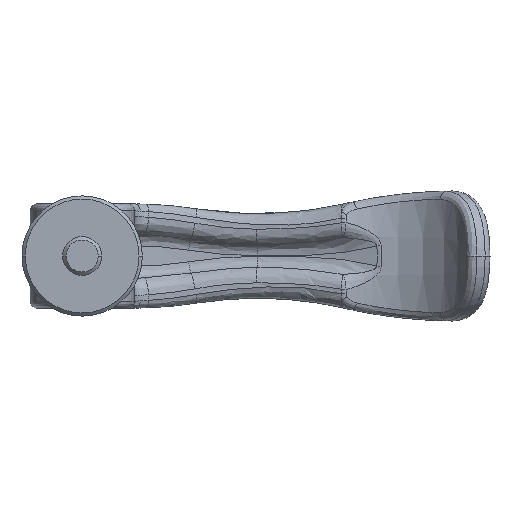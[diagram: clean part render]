
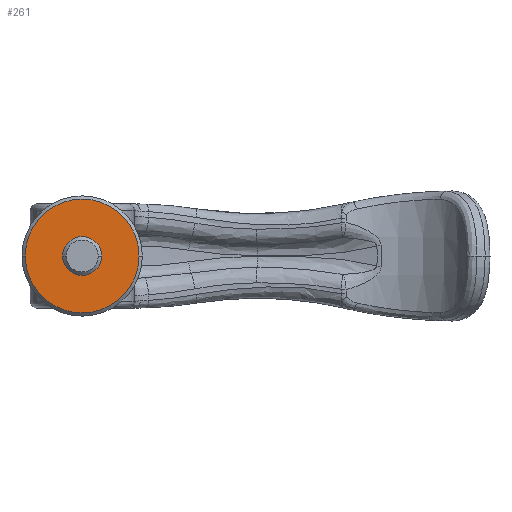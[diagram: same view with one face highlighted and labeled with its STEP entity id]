
A CAD part, front view. The second image highlights one B-rep face of the part: STEP entity #261.
In plain terms, the highlighted planar face has unit normal (0, -1, 0).
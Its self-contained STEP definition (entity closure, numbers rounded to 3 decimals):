
#261=ADVANCED_FACE('',(#620,#621),#622,.T.);
#620=FACE_BOUND('',#1084,.T.);
#621=FACE_OUTER_BOUND('',#1085,.T.);
#622=PLANE('',#1086);
#1084=EDGE_LOOP('',(#8213,#8214));
#1085=EDGE_LOOP('',(#8215,#8216));
#1086=AXIS2_PLACEMENT_3D('',#8217,#8218,#8219);
#8213=ORIENTED_EDGE('',*,*,#9036,.T.);
#8214=ORIENTED_EDGE('',*,*,#9045,.T.);
#8215=ORIENTED_EDGE('',*,*,#8976,.T.);
#8216=ORIENTED_EDGE('',*,*,#9101,.T.);
#8217=CARTESIAN_POINT('',(4.375,0.0,0.0));
#8218=DIRECTION('',(0.,-1.0,0.0));
#8219=DIRECTION('',(0.0,0.0,-1.0));
#8976=EDGE_CURVE('',#9494,#9498,#9500,.T.);
#9036=EDGE_CURVE('',#9592,#9596,#9598,.T.);
#9045=EDGE_CURVE('',#9596,#9592,#9609,.T.);
#9101=EDGE_CURVE('',#9498,#9494,#9675,.T.);
#9494=VERTEX_POINT('',#10245);
#9498=VERTEX_POINT('',#10250);
#9500=CIRCLE('',#10253,8.75);
#9592=VERTEX_POINT('',#10403);
#9596=VERTEX_POINT('',#10408);
#9598=CIRCLE('',#10411,3.0);
#9609=CIRCLE('',#10424,3.0);
#9675=CIRCLE('',#10536,8.75);
#10245=CARTESIAN_POINT('',(8.75,0.0,0.0));
#10250=CARTESIAN_POINT('',(-8.75,0.,0.));
#10253=AXIS2_PLACEMENT_3D('',#14114,#14115,#14116);
#10403=CARTESIAN_POINT('',(3.0,0.0,0.0));
#10408=CARTESIAN_POINT('',(-3.0,0.,0.));
#10411=AXIS2_PLACEMENT_3D('',#14195,#14196,#14197);
#10424=AXIS2_PLACEMENT_3D('',#14209,#14210,#14211);
#10536=AXIS2_PLACEMENT_3D('',#14276,#14277,#14278);
#14114=CARTESIAN_POINT('',(0.,0.,0.0));
#14115=DIRECTION('',(0.,-1.0,0.0));
#14116=DIRECTION('',(1.0,0.,0.0));
#14195=CARTESIAN_POINT('',(0.0,0.0,0.0));
#14196=DIRECTION('',(0.,1.0,0.0));
#14197=DIRECTION('',(1.0,0.,0.0));
#14209=CARTESIAN_POINT('',(0.0,0.0,0.0));
#14210=DIRECTION('',(0.,1.0,0.0));
#14211=DIRECTION('',(1.0,0.,0.0));
#14276=CARTESIAN_POINT('',(0.,0.,0.0));
#14277=DIRECTION('',(0.,-1.0,0.0));
#14278=DIRECTION('',(1.0,0.,0.0));
